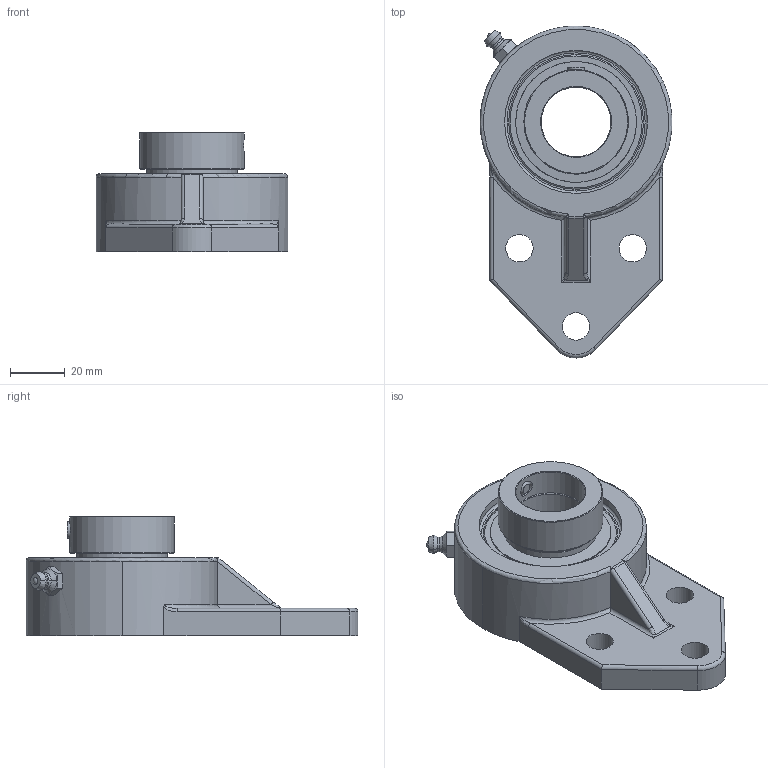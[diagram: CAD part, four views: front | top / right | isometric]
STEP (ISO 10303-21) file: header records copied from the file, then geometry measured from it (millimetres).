
FILE_DESCRIPTION(('HOOPS Exchange Step'),'2;1');
FILE_NAME('export-04C6236A-8CD2-4A0B-8D4A-EB6264F8E363.stp','2019-12-12T16:11:20+16:00',('ibuslach'),('Alibre'),'HOOPS Exchange 2019.2','Alibre','Unknown authorisation');
FILE_SCHEMA( ('AP242_MANAGED_MODEL_BASED_3D_ENGINEERING_MIM_LF {1 0 10303 442 1 1 4 }') );
Length unit declared in the file: centimetre
Products named in the file (8): MRN SFB 205; UCP ZERK 6mm; SNC 205 COLLAR; SNC 205-16 RACES; SNC 205 SHIELD; M6 SETSCREW; MRN SNC 205-16; MRN SNCFB 205-16
Assembly tree (8 placements, depth 3):
  MRN SNCFB 205-16
    MRN SFB 205
    UCP ZERK 6mm
    MRN SNC 205-16
      SNC 205 COLLAR
      SNC 205-16 RACES
      SNC 205 SHIELD  x2
      M6 SETSCREW
Bounding box: 69.93 x 120.98 x 43.61 mm (x, y, z)
Volume: 103036.5 mm3; surface area: 45013.9 mm2
Topology: 18 solids, 18 shells, 176 faces, 466 edges, 302 vertices
Faces by surface type: cylinder 56, plane 49, cone 22, torus 20, sphere 19, bspline 10
Full cylindrical faces by diameter (mm): 2.008 x2, 5.994 x2, 6 x3, 10 x3, 25.4 x2, 30.683 x2, 33.02 x4, 34.036 x2, 38.1 x1, 43.993 x2, 44.063 x2, 52.126 x1, 56.126 x1
Entity records: 9148 total; most frequent: CARTESIAN_POINT 4818, DIRECTION 906, ORIENTED_EDGE 834, EDGE_CURVE 417, AXIS2_PLACEMENT_3D 385, VERTEX_POINT 288, EDGE_LOOP 199, FACE_BOUND 199
